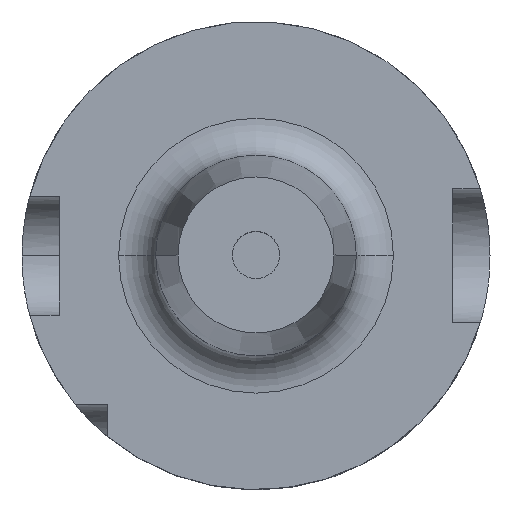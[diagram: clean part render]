
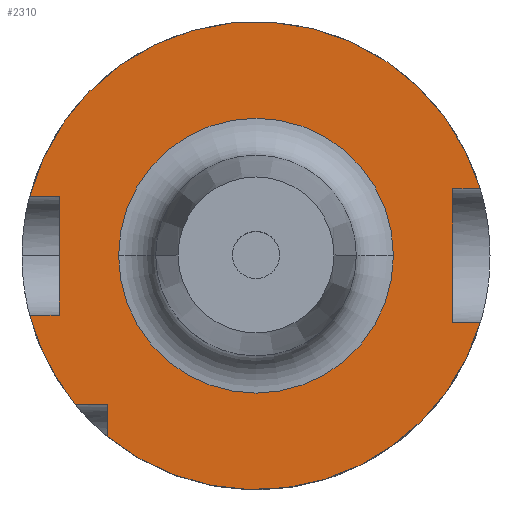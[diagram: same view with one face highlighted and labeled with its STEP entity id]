
A CAD part, top view. The second image highlights one B-rep face of the part: STEP entity #2310.
In plain terms, the highlighted planar face has unit normal (0, 0, 1).
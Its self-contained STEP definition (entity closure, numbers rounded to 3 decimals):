
#25 = ORIENTED_EDGE ( 'NONE', *, *, #572, .T. ) ;
#167 = VECTOR ( 'NONE', #2205, 1000. ) ;
#174 = DIRECTION ( 'NONE',  ( -1., 0., 0. ) ) ;
#230 = EDGE_CURVE ( 'NONE', #3144, #322, #3128, .T. ) ;
#267 = CARTESIAN_POINT ( 'NONE',  ( 0., -8., 26. ) ) ;
#290 = EDGE_CURVE ( 'NONE', #3203, #1269, #3043, .T. ) ;
#293 = VERTEX_POINT ( 'NONE', #2325 ) ;
#305 = CARTESIAN_POINT ( 'NONE',  ( -26.5, 13.5, 26. ) ) ;
#322 = VERTEX_POINT ( 'NONE', #581 ) ;
#328 = LINE ( 'NONE', #359, #1000 ) ;
#348 = CARTESIAN_POINT ( 'NONE',  ( -20., -20., 26. ) ) ;
#359 = CARTESIAN_POINT ( 'NONE',  ( 0., 8., 26. ) ) ;
#410 = DIRECTION ( 'NONE',  ( -1., 0., 0. ) ) ;
#414 = DIRECTION ( 'NONE',  ( 1., 0., 0. ) ) ;
#416 = CARTESIAN_POINT ( 'NONE',  ( 0., 0., 26. ) ) ;
#436 = DIRECTION ( 'NONE',  ( 1., 0., 0. ) ) ;
#492 = EDGE_CURVE ( 'NONE', #322, #3581, #328, .T. ) ;
#521 = ORIENTED_EDGE ( 'NONE', *, *, #755, .T. ) ;
#572 = EDGE_CURVE ( 'NONE', #1394, #2652, #3621, .T. ) ;
#581 = CARTESIAN_POINT ( 'NONE',  ( -26.5, 8., 26. ) ) ;
#653 = DIRECTION ( 'NONE',  ( 0., 0., -1. ) ) ;
#706 = CARTESIAN_POINT ( 'NONE',  ( 18.5, 0., 26. ) ) ;
#710 = DIRECTION ( 'NONE',  ( -1., 0., 0. ) ) ;
#742 = VERTEX_POINT ( 'NONE', #1369 ) ;
#755 = EDGE_CURVE ( 'NONE', #1806, #1001, #920, .T. ) ;
#833 = AXIS2_PLACEMENT_3D ( 'NONE', #3161, #1184, #2888 ) ;
#840 = CARTESIAN_POINT ( 'NONE',  ( 0., 13.5, 26. ) ) ;
#897 = DIRECTION ( 'NONE',  ( -1., 0., 0. ) ) ;
#920 = LINE ( 'NONE', #2488, #167 ) ;
#959 = ORIENTED_EDGE ( 'NONE', *, *, #1388, .T. ) ;
#987 = LINE ( 'NONE', #3295, #2411 ) ;
#1000 = VECTOR ( 'NONE', #897, 1000. ) ;
#1001 = VERTEX_POINT ( 'NONE', #3646 ) ;
#1075 = LINE ( 'NONE', #2967, #1162 ) ;
#1122 = DIRECTION ( 'NONE',  ( 0., 1., 0. ) ) ;
#1137 = CIRCLE ( 'NONE', #2378, 31.5 ) ;
#1146 = AXIS2_PLACEMENT_3D ( 'NONE', #1479, #653, #2328 ) ;
#1156 = VECTOR ( 'NONE', #1471, 1000. ) ;
#1162 = VECTOR ( 'NONE', #410, 1000. ) ;
#1177 = CARTESIAN_POINT ( 'NONE',  ( -20., 13.5, 26. ) ) ;
#1184 = DIRECTION ( 'NONE',  ( 0., 0., -1. ) ) ;
#1205 = VERTEX_POINT ( 'NONE', #348 ) ;
#1244 = CARTESIAN_POINT ( 'NONE',  ( -30.467, 8., 26. ) ) ;
#1261 = ORIENTED_EDGE ( 'NONE', *, *, #290, .F. ) ;
#1269 = VERTEX_POINT ( 'NONE', #2169 ) ;
#1285 = EDGE_CURVE ( 'NONE', #1561, #3144, #2519, .T. ) ;
#1291 = CARTESIAN_POINT ( 'NONE',  ( 0., 0., 26. ) ) ;
#1369 = CARTESIAN_POINT ( 'NONE',  ( 26.5, -9., 26. ) ) ;
#1378 = ORIENTED_EDGE ( 'NONE', *, *, #3229, .F. ) ;
#1388 = EDGE_CURVE ( 'NONE', #2652, #1394, #3177, .T. ) ;
#1394 = VERTEX_POINT ( 'NONE', #706 ) ;
#1397 = PLANE ( 'NONE',  #2175 ) ;
#1435 = EDGE_LOOP ( 'NONE', ( #25, #959 ) ) ;
#1471 = DIRECTION ( 'NONE',  ( 0., 1., 0. ) ) ;
#1473 = CARTESIAN_POINT ( 'NONE',  ( 26.5, 13.5, 26. ) ) ;
#1479 = CARTESIAN_POINT ( 'NONE',  ( 0., 0., 26. ) ) ;
#1518 = FACE_BOUND ( 'NONE', #1435, .T. ) ;
#1561 = VERTEX_POINT ( 'NONE', #3140 ) ;
#1572 = ORIENTED_EDGE ( 'NONE', *, *, #1625, .T. ) ;
#1575 = DIRECTION ( 'NONE',  ( 0., 0., -1. ) ) ;
#1619 = VECTOR ( 'NONE', #1122, 1000. ) ;
#1625 = EDGE_CURVE ( 'NONE', #742, #1806, #3025, .T. ) ;
#1626 = DIRECTION ( 'NONE',  ( 0., 0., -1. ) ) ;
#1806 = VERTEX_POINT ( 'NONE', #2698 ) ;
#1905 = LINE ( 'NONE', #1177, #1156 ) ;
#1932 = ORIENTED_EDGE ( 'NONE', *, *, #492, .F. ) ;
#2004 = CIRCLE ( 'NONE', #3305, 31.5 ) ;
#2071 = ORIENTED_EDGE ( 'NONE', *, *, #2439, .F. ) ;
#2133 = DIRECTION ( 'NONE',  ( 0., 0., 1. ) ) ;
#2169 = CARTESIAN_POINT ( 'NONE',  ( -20., -24.336, 26. ) ) ;
#2175 = AXIS2_PLACEMENT_3D ( 'NONE', #840, #2133, #414 ) ;
#2205 = DIRECTION ( 'NONE',  ( 1., 0., 0. ) ) ;
#2217 = ORIENTED_EDGE ( 'NONE', *, *, #2389, .F. ) ;
#2282 = VECTOR ( 'NONE', #3448, 1000. ) ;
#2310 = ADVANCED_FACE ( 'NONE', ( #1518, #2934 ), #1397, .T. ) ;
#2325 = CARTESIAN_POINT ( 'NONE',  ( -24.336, -20., 26. ) ) ;
#2328 = DIRECTION ( 'NONE',  ( 1., 0., 0. ) ) ;
#2378 = AXIS2_PLACEMENT_3D ( 'NONE', #416, #2413, #710 ) ;
#2389 = EDGE_CURVE ( 'NONE', #3581, #1001, #2004, .T. ) ;
#2394 = CARTESIAN_POINT ( 'NONE',  ( -18.5, 0., 26. ) ) ;
#2397 = CARTESIAN_POINT ( 'NONE',  ( 30.187, -9., 26. ) ) ;
#2411 = VECTOR ( 'NONE', #174, 1000. ) ;
#2413 = DIRECTION ( 'NONE',  ( 0., 0., -1. ) ) ;
#2439 = EDGE_CURVE ( 'NONE', #1269, #1205, #1905, .T. ) ;
#2488 = CARTESIAN_POINT ( 'NONE',  ( 0., 9., 26. ) ) ;
#2498 = CARTESIAN_POINT ( 'NONE',  ( -26.5, -8., 26. ) ) ;
#2505 = ORIENTED_EDGE ( 'NONE', *, *, #3027, .T. ) ;
#2512 = ORIENTED_EDGE ( 'NONE', *, *, #1285, .F. ) ;
#2519 = LINE ( 'NONE', #267, #3361 ) ;
#2652 = VERTEX_POINT ( 'NONE', #2394 ) ;
#2698 = CARTESIAN_POINT ( 'NONE',  ( 26.5, 9., 26. ) ) ;
#2718 = AXIS2_PLACEMENT_3D ( 'NONE', #1291, #1575, #2978 ) ;
#2829 = ORIENTED_EDGE ( 'NONE', *, *, #2972, .F. ) ;
#2888 = DIRECTION ( 'NONE',  ( -1., 0., 0. ) ) ;
#2934 = FACE_OUTER_BOUND ( 'NONE', #3134, .T. ) ;
#2967 = CARTESIAN_POINT ( 'NONE',  ( 0., -20., 26. ) ) ;
#2972 = EDGE_CURVE ( 'NONE', #1205, #293, #1075, .T. ) ;
#2978 = DIRECTION ( 'NONE',  ( 1., 0., 0. ) ) ;
#3025 = LINE ( 'NONE', #1473, #2282 ) ;
#3027 = EDGE_CURVE ( 'NONE', #3203, #742, #987, .T. ) ;
#3043 = CIRCLE ( 'NONE', #833, 31.5 ) ;
#3128 = LINE ( 'NONE', #305, #1619 ) ;
#3134 = EDGE_LOOP ( 'NONE', ( #2829, #2071, #1261, #2505, #1572, #521, #2217, #1932, #3263, #2512, #1378 ) ) ;
#3140 = CARTESIAN_POINT ( 'NONE',  ( -30.467, -8., 26. ) ) ;
#3144 = VERTEX_POINT ( 'NONE', #2498 ) ;
#3161 = CARTESIAN_POINT ( 'NONE',  ( 0., 0., 26. ) ) ;
#3177 = CIRCLE ( 'NONE', #2718, 18.5 ) ;
#3203 = VERTEX_POINT ( 'NONE', #2397 ) ;
#3229 = EDGE_CURVE ( 'NONE', #293, #1561, #1137, .T. ) ;
#3263 = ORIENTED_EDGE ( 'NONE', *, *, #230, .F. ) ;
#3295 = CARTESIAN_POINT ( 'NONE',  ( 0., -9., 26. ) ) ;
#3305 = AXIS2_PLACEMENT_3D ( 'NONE', #3327, #1626, #3598 ) ;
#3327 = CARTESIAN_POINT ( 'NONE',  ( 0., 0., 26. ) ) ;
#3361 = VECTOR ( 'NONE', #436, 1000. ) ;
#3448 = DIRECTION ( 'NONE',  ( 0., 1., 0. ) ) ;
#3581 = VERTEX_POINT ( 'NONE', #1244 ) ;
#3598 = DIRECTION ( 'NONE',  ( -1., 0., 0. ) ) ;
#3621 = CIRCLE ( 'NONE', #1146, 18.5 ) ;
#3646 = CARTESIAN_POINT ( 'NONE',  ( 30.187, 9., 26. ) ) ;
